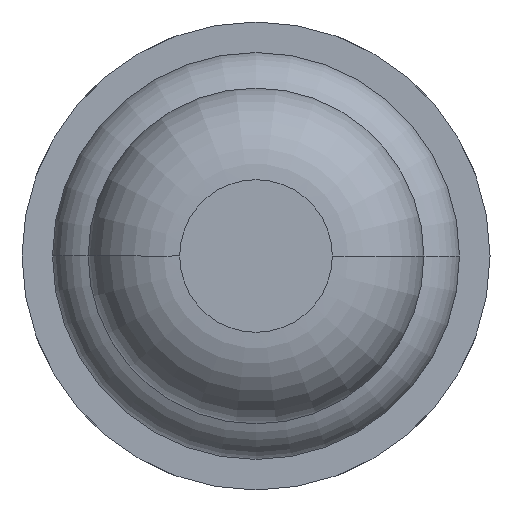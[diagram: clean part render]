
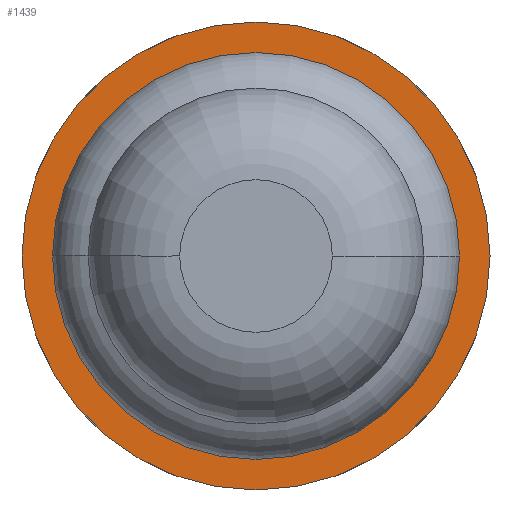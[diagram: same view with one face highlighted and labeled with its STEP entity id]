
A CAD part, front view. The second image highlights one B-rep face of the part: STEP entity #1439.
In plain terms, the highlighted planar face has unit normal (0, -1, 0).
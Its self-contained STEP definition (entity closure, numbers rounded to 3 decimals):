
#127 = ORIENTED_EDGE ( 'NONE', *, *, #3620, .F. ) ;
#174 = DIRECTION ( 'NONE',  ( 0., 0., 1. ) ) ;
#220 = CARTESIAN_POINT ( 'NONE',  ( 0., 5., 0.64 ) ) ;
#432 = AXIS2_PLACEMENT_3D ( 'NONE', #493, #3531, #3943 ) ;
#493 = CARTESIAN_POINT ( 'NONE',  ( 0., 5., 0. ) ) ;
#696 = FACE_OUTER_BOUND ( 'NONE', #4749, .T. ) ;
#885 = ORIENTED_EDGE ( 'NONE', *, *, #3915, .T. ) ;
#1087 = CIRCLE ( 'NONE', #1265, 1.15 ) ;
#1143 = CIRCLE ( 'NONE', #432, 0.64 ) ;
#1213 = DIRECTION ( 'NONE',  ( 0., 1., 0. ) ) ;
#1265 = AXIS2_PLACEMENT_3D ( 'NONE', #4235, #1213, #3023 ) ;
#1345 = CIRCLE ( 'NONE', #2126, 1.15 ) ;
#1427 = ORIENTED_EDGE ( 'NONE', *, *, #3138, .T. ) ;
#1436 = DIRECTION ( 'NONE',  ( 0., 0., 1. ) ) ;
#1439 = ADVANCED_FACE ( 'Defeature ausgef�hrt1_28', ( #696, #2045 ), #2122, .F. ) ;
#1526 = VERTEX_POINT ( 'NONE', #2630 ) ;
#1549 = VERTEX_POINT ( 'NONE', #4863 ) ;
#1769 = AXIS2_PLACEMENT_3D ( 'NONE', #3865, #3080, #3891 ) ;
#2018 = EDGE_CURVE ( 'Defeature ausgef�hrt1_27+Defeature ausgef�hrt1_28+Defeature ausgef�hrt1_28+Defeature ausgef�hrt1_28', #1549, #1526, #1345, .T. ) ;
#2045 = FACE_BOUND ( 'NONE', #2770, .T. ) ;
#2122 = PLANE ( 'NONE',  #4825 ) ;
#2126 = AXIS2_PLACEMENT_3D ( 'NONE', #2757, #3131, #174 ) ;
#2140 = CARTESIAN_POINT ( 'NONE',  ( 0., 5., 0. ) ) ;
#2630 = CARTESIAN_POINT ( 'NONE',  ( 0., 5., 1.15 ) ) ;
#2757 = CARTESIAN_POINT ( 'NONE',  ( 0., 5., 0. ) ) ;
#2770 = EDGE_LOOP ( 'NONE', ( #1427, #885 ) ) ;
#2913 = CARTESIAN_POINT ( 'NONE',  ( 0., 5., -0.64 ) ) ;
#2945 = VERTEX_POINT ( 'NONE', #2913 ) ;
#3023 = DIRECTION ( 'NONE',  ( 0., 0., 1. ) ) ;
#3080 = DIRECTION ( 'NONE',  ( 0., 1., 0. ) ) ;
#3131 = DIRECTION ( 'NONE',  ( 0., 1., 0. ) ) ;
#3138 = EDGE_CURVE ( 'Defeature ausgef�hrt1_28+Defeature ausgef�hrt1_10+Defeature ausgef�hrt1_10+Defeature ausgef�hrt1_10', #3749, #2945, #1143, .T. ) ;
#3309 = DIRECTION ( 'NONE',  ( 0., 1., 0. ) ) ;
#3531 = DIRECTION ( 'NONE',  ( 0., 1., 0. ) ) ;
#3620 = EDGE_CURVE ( 'Defeature ausgef�hrt1_27+Defeature ausgef�hrt1_28+Defeature ausgef�hrt1_28+Defeature ausgef�hrt1_28', #1526, #1549, #1087, .T. ) ;
#3749 = VERTEX_POINT ( 'NONE', #220 ) ;
#3865 = CARTESIAN_POINT ( 'NONE',  ( 0., 5., 0. ) ) ;
#3891 = DIRECTION ( 'NONE',  ( 0., 0., 1. ) ) ;
#3915 = EDGE_CURVE ( 'Defeature ausgef�hrt1_28+Defeature ausgef�hrt1_10+Defeature ausgef�hrt1_10+Defeature ausgef�hrt1_10', #2945, #3749, #4875, .T. ) ;
#3943 = DIRECTION ( 'NONE',  ( 0., 0., 1. ) ) ;
#4235 = CARTESIAN_POINT ( 'NONE',  ( 0., 5., 0. ) ) ;
#4503 = ORIENTED_EDGE ( 'NONE', *, *, #2018, .F. ) ;
#4749 = EDGE_LOOP ( 'NONE', ( #4503, #127 ) ) ;
#4825 = AXIS2_PLACEMENT_3D ( 'NONE', #2140, #3309, #1436 ) ;
#4863 = CARTESIAN_POINT ( 'NONE',  ( 0., 5., -1.15 ) ) ;
#4875 = CIRCLE ( 'NONE', #1769, 0.64 ) ;
